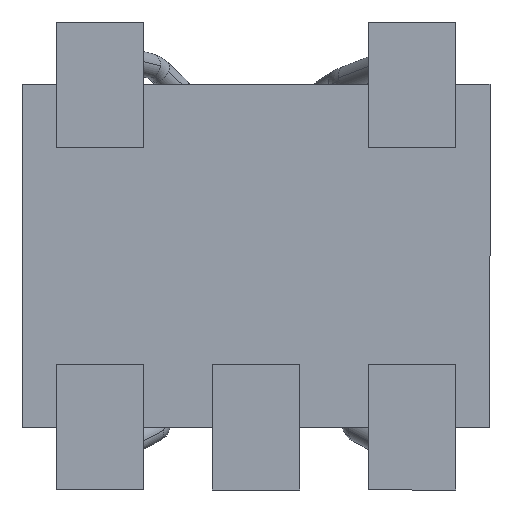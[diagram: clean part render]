
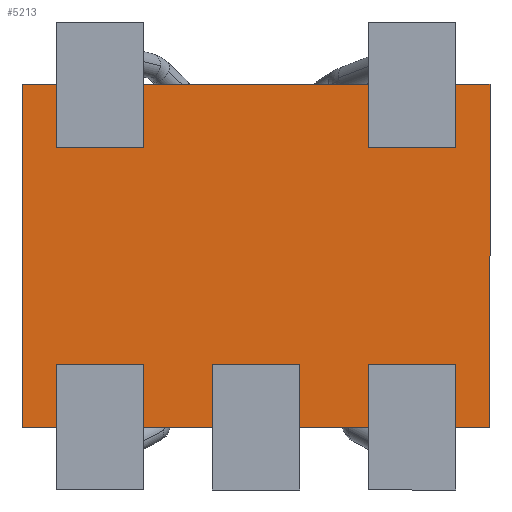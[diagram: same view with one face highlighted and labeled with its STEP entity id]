
A CAD part, front view. The second image highlights one B-rep face of the part: STEP entity #5213.
In plain terms, the highlighted planar face has unit normal (0, -1, 0).
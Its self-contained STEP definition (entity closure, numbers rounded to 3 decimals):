
#653 = EDGE_CURVE ( 'NONE', #7262, #8925, #5626, .T. ) ;
#1849 = CARTESIAN_POINT ( 'NONE',  ( -1.905, 0.15, -1.4 ) ) ;
#1952 = DIRECTION ( 'NONE',  ( 0., 1., 0. ) ) ;
#2215 = DIRECTION ( 'NONE',  ( -1., 0., 0. ) ) ;
#2838 = AXIS2_PLACEMENT_3D ( 'NONE', #9571, #1952, #3744 ) ;
#2964 = DIRECTION ( 'NONE',  ( 1., 0., 0. ) ) ;
#2978 = VECTOR ( 'NONE', #10174, 1000. ) ;
#3076 = CARTESIAN_POINT ( 'NONE',  ( 1.905, 0.15, -1.4 ) ) ;
#3080 = VECTOR ( 'NONE', #2964, 1000. ) ;
#3592 = EDGE_CURVE ( 'NONE', #3937, #7262, #6443, .T. ) ;
#3734 = VERTEX_POINT ( 'NONE', #6142 ) ;
#3744 = DIRECTION ( 'NONE',  ( 0., 0., 1. ) ) ;
#3937 = VERTEX_POINT ( 'NONE', #3076 ) ;
#4640 = ORIENTED_EDGE ( 'NONE', *, *, #10093, .F. ) ;
#5213 = ADVANCED_FACE ( 'NONE', ( #5284 ), #8611, .F. ) ;
#5284 = FACE_OUTER_BOUND ( 'NONE', #7431, .T. ) ;
#5402 = DIRECTION ( 'NONE',  ( 0., 0., 1. ) ) ;
#5460 = CARTESIAN_POINT ( 'NONE',  ( -1.905, 0.15, -1.4 ) ) ;
#5626 = LINE ( 'NONE', #5460, #6824 ) ;
#5897 = ORIENTED_EDGE ( 'NONE', *, *, #653, .F. ) ;
#6142 = CARTESIAN_POINT ( 'NONE',  ( 1.905, 0.15, 1.4 ) ) ;
#6412 = VECTOR ( 'NONE', #2215, 1000. ) ;
#6443 = LINE ( 'NONE', #9830, #6412 ) ;
#6824 = VECTOR ( 'NONE', #5402, 1000. ) ;
#7262 = VERTEX_POINT ( 'NONE', #1849 ) ;
#7308 = CARTESIAN_POINT ( 'NONE',  ( -1.905, 0.15, 1.4 ) ) ;
#7431 = EDGE_LOOP ( 'NONE', ( #4640, #8035, #5897, #10834 ) ) ;
#7508 = LINE ( 'NONE', #7623, #2978 ) ;
#7623 = CARTESIAN_POINT ( 'NONE',  ( 1.905, 0.15, -1.4 ) ) ;
#8035 = ORIENTED_EDGE ( 'NONE', *, *, #8337, .F. ) ;
#8337 = EDGE_CURVE ( 'NONE', #8925, #3734, #10578, .T. ) ;
#8554 = CARTESIAN_POINT ( 'NONE',  ( -1.905, 0.15, 1.4 ) ) ;
#8611 = PLANE ( 'NONE',  #2838 ) ;
#8925 = VERTEX_POINT ( 'NONE', #8554 ) ;
#9571 = CARTESIAN_POINT ( 'NONE',  ( 0., 0.15, 0. ) ) ;
#9830 = CARTESIAN_POINT ( 'NONE',  ( -1.905, 0.15, -1.4 ) ) ;
#10093 = EDGE_CURVE ( 'NONE', #3734, #3937, #7508, .T. ) ;
#10174 = DIRECTION ( 'NONE',  ( 0., 0., -1. ) ) ;
#10578 = LINE ( 'NONE', #7308, #3080 ) ;
#10834 = ORIENTED_EDGE ( 'NONE', *, *, #3592, .F. ) ;
